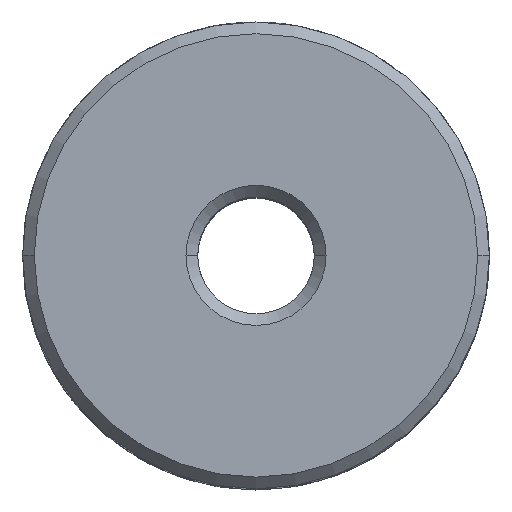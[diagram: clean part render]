
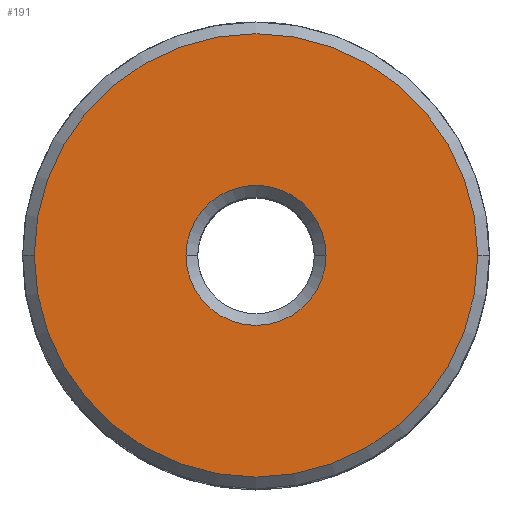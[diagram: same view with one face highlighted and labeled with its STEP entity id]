
A CAD part, top view. The second image highlights one B-rep face of the part: STEP entity #191.
In plain terms, the highlighted planar face has unit normal (0, 0, 1).
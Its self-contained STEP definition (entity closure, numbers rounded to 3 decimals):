
#191=ADVANCED_FACE('',(#494,#495),#496,.F.);
#494=FACE_OUTER_BOUND('',#11322,.T.);
#495=FACE_BOUND('',#11323,.T.);
#496=PLANE('',#11324);
#11322=EDGE_LOOP('',(#12492,#12493));
#11323=EDGE_LOOP('',(#12494,#12495));
#11324=AXIS2_PLACEMENT_3D('',#12496,#12497,#12498);
#12492=ORIENTED_EDGE('',*,*,#12764,.F.);
#12493=ORIENTED_EDGE('',*,*,#12757,.F.);
#12494=ORIENTED_EDGE('',*,*,#12766,.F.);
#12495=ORIENTED_EDGE('',*,*,#12753,.F.);
#12496=CARTESIAN_POINT('',(0.0,0.0,18.0));
#12497=DIRECTION('',(0.0,0.0,-1.0));
#12498=DIRECTION('',(-1.0,0.0,0.0));
#12753=EDGE_CURVE('',#13340,#13342,#13343,.T.);
#12757=EDGE_CURVE('',#13347,#13349,#13350,.T.);
#12764=EDGE_CURVE('',#13349,#13347,#13359,.T.);
#12766=EDGE_CURVE('',#13342,#13340,#13361,.T.);
#13340=VERTEX_POINT('',#28485);
#13342=VERTEX_POINT('',#28488);
#13343=CIRCLE('',#28489,1.8);
#13347=VERTEX_POINT('',#28494);
#13349=VERTEX_POINT('',#28497);
#13350=CIRCLE('',#28498,5.7);
#13359=CIRCLE('',#28510,5.7);
#13361=CIRCLE('',#28512,1.8);
#28485=CARTESIAN_POINT('',(-1.8,0.,18.0));
#28488=CARTESIAN_POINT('',(1.8,0.,18.0));
#28489=AXIS2_PLACEMENT_3D('',#30274,#30275,#30276);
#28494=CARTESIAN_POINT('',(-5.7,0.,18.0));
#28497=CARTESIAN_POINT('',(5.7,0.,18.0));
#28498=AXIS2_PLACEMENT_3D('',#30282,#30283,#30284);
#28510=AXIS2_PLACEMENT_3D('',#30297,#30298,#30299);
#28512=AXIS2_PLACEMENT_3D('',#30303,#30304,#30305);
#30274=CARTESIAN_POINT('',(0.0,0.0,18.0));
#30275=DIRECTION('',(0.0,0.0,1.0));
#30276=DIRECTION('',(-1.0,0.0,0.0));
#30282=CARTESIAN_POINT('',(0.0,0.0,18.0));
#30283=DIRECTION('',(0.0,0.0,-1.0));
#30284=DIRECTION('',(-1.0,0.0,0.0));
#30297=CARTESIAN_POINT('',(0.0,0.0,18.0));
#30298=DIRECTION('',(0.0,0.0,-1.0));
#30299=DIRECTION('',(-1.0,0.0,0.0));
#30303=CARTESIAN_POINT('',(0.0,0.0,18.0));
#30304=DIRECTION('',(0.0,0.0,1.0));
#30305=DIRECTION('',(-1.0,0.0,0.0));
